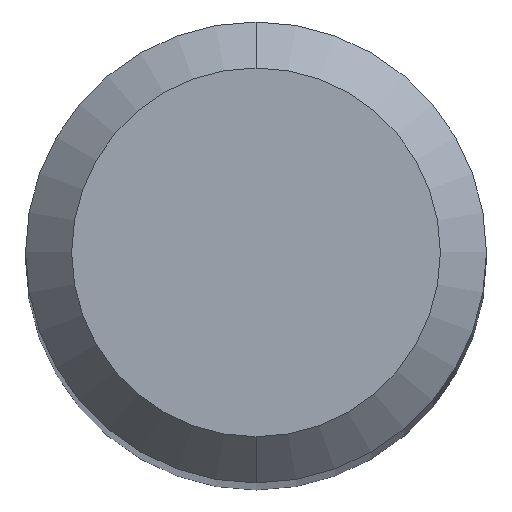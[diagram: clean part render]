
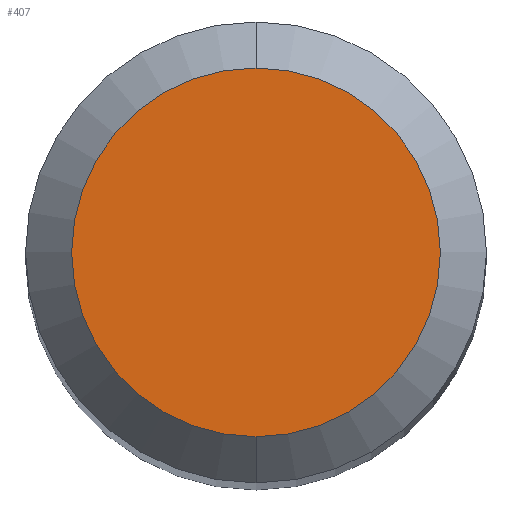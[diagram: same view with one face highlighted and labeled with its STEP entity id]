
A CAD part, top view. The second image highlights one B-rep face of the part: STEP entity #407.
In plain terms, the highlighted planar face has unit normal (0, 0, 1).
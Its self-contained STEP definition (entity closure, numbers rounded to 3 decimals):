
#275=VERTEX_POINT('',#593);
#303=VERTEX_POINT('',#622);
#319=EDGE_CURVE('',#303,#275,#638,.T.);
#353=EDGE_CURVE('',#275,#303,#675,.T.);
#407=ADVANCED_FACE('',(#738),#739,.T.);
#593=CARTESIAN_POINT('',(0.0,1.2,0.0));
#622=CARTESIAN_POINT('',(0.,-1.2,0.0));
#638=CIRCLE('',#1115,1.2);
#675=CIRCLE('',#1226,1.2);
#738=FACE_OUTER_BOUND('',#1341,.T.);
#739=PLANE('',#1342);
#1115=AXIS2_PLACEMENT_3D('',#1597,#1598,#1599);
#1226=AXIS2_PLACEMENT_3D('',#1644,#1645,#1646);
#1341=EDGE_LOOP('',(#1730,#1731));
#1342=AXIS2_PLACEMENT_3D('',#1732,#1733,#1734);
#1597=CARTESIAN_POINT('',(0.0,0.0,0.0));
#1598=DIRECTION('',(0.0,0.0,-1.0));
#1599=DIRECTION('',(0.0,1.0,0.0));
#1644=CARTESIAN_POINT('',(0.0,0.0,0.0));
#1645=DIRECTION('',(0.0,0.0,-1.0));
#1646=DIRECTION('',(0.0,1.0,0.0));
#1730=ORIENTED_EDGE('',*,*,#353,.F.);
#1731=ORIENTED_EDGE('',*,*,#319,.F.);
#1732=CARTESIAN_POINT('',(0.0,0.6,0.0));
#1733=DIRECTION('',(-0.0,0.0,1.0));
#1734=DIRECTION('',(0.0,-1.0,0.0));
